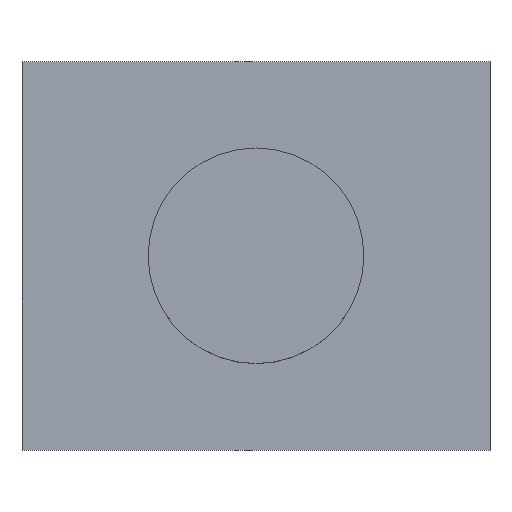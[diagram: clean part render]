
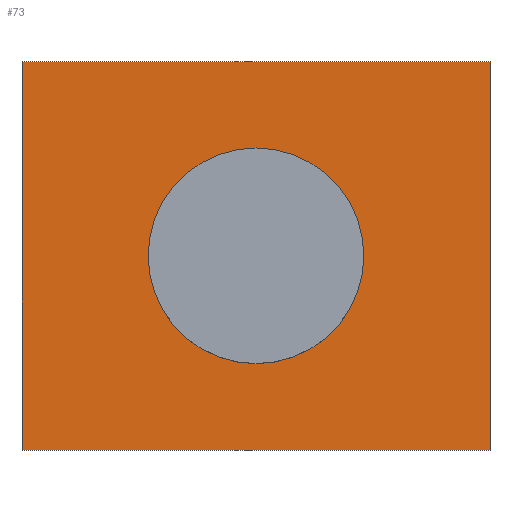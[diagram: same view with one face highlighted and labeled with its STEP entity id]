
A CAD part, top view. The second image highlights one B-rep face of the part: STEP entity #73.
In plain terms, the highlighted planar face has unit normal (0, 0, 1).
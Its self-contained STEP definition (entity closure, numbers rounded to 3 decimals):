
#73=ADVANCED_FACE('',(#170,#171),#115,.F.);
#115=PLANE('',#701);
#143=CIRCLE('',#700,29.95);
#170=FACE_BOUND('',#204,.T.);
#171=FACE_BOUND('',#205,.T.);
#204=EDGE_LOOP('',(#264,#265,#266,#267));
#205=EDGE_LOOP('',(#268));
#264=ORIENTED_EDGE('',*,*,#488,.T.);
#265=ORIENTED_EDGE('',*,*,#489,.F.);
#266=ORIENTED_EDGE('',*,*,#490,.F.);
#267=ORIENTED_EDGE('',*,*,#491,.T.);
#268=ORIENTED_EDGE('',*,*,#492,.F.);
#428=VERTEX_POINT('',#974);
#429=VERTEX_POINT('',#975);
#430=VERTEX_POINT('',#977);
#431=VERTEX_POINT('',#979);
#432=VERTEX_POINT('',#982);
#488=EDGE_CURVE('',#428,#429,#570,.T.);
#489=EDGE_CURVE('',#430,#429,#571,.T.);
#490=EDGE_CURVE('',#431,#430,#572,.T.);
#491=EDGE_CURVE('',#431,#428,#573,.T.);
#492=EDGE_CURVE('',#432,#432,#143,.T.);
#570=LINE('',#973,#624);
#571=LINE('',#976,#625);
#572=LINE('',#978,#626);
#573=LINE('',#980,#627);
#624=VECTOR('',#777,1.);
#625=VECTOR('',#778,1.);
#626=VECTOR('',#779,1.);
#627=VECTOR('',#780,1.);
#700=AXIS2_PLACEMENT_3D('',#981,#781,#782);
#701=AXIS2_PLACEMENT_3D('',#983,#783,#784);
#777=DIRECTION('',(-1.,0.,0.));
#778=DIRECTION('',(0.,1.,0.));
#779=DIRECTION('',(-1.,0.,0.));
#780=DIRECTION('',(0.,1.,0.));
#781=DIRECTION('',(0.,0.,1.));
#782=DIRECTION('',(-1.,0.,0.));
#783=DIRECTION('',(0.,0.,-1.));
#784=DIRECTION('',(1.,0.,0.));
#973=CARTESIAN_POINT('',(65.,54.,0.));
#974=CARTESIAN_POINT('',(65.,54.,0.));
#975=CARTESIAN_POINT('',(-65.,54.,0.));
#976=CARTESIAN_POINT('',(-65.,-54.,0.));
#977=CARTESIAN_POINT('',(-65.,-54.,0.));
#978=CARTESIAN_POINT('',(65.,-54.,0.));
#979=CARTESIAN_POINT('',(65.,-54.,0.));
#980=CARTESIAN_POINT('',(65.,-54.,0.));
#981=CARTESIAN_POINT('',(0.,0.,0.));
#982=CARTESIAN_POINT('',(-29.95,0.,0.));
#983=CARTESIAN_POINT('',(65.,-54.,0.));
